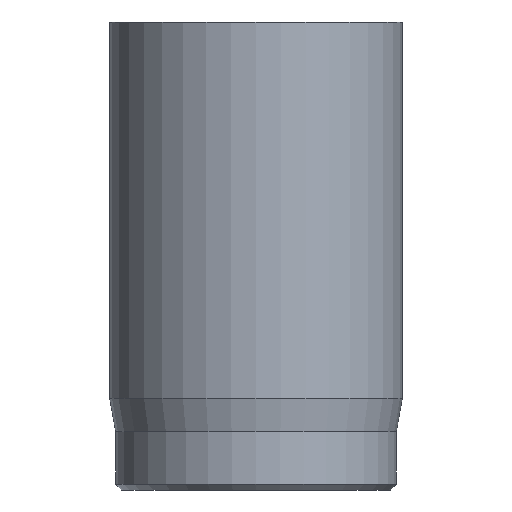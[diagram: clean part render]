
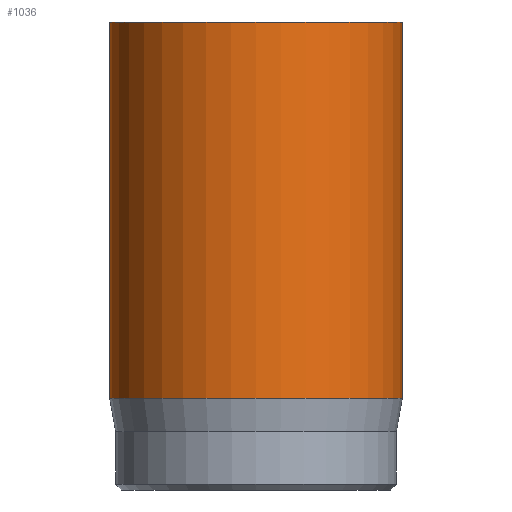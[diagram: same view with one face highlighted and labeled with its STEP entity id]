
A CAD part, front view. The second image highlights one B-rep face of the part: STEP entity #1036.
In plain terms, the highlighted cylindrical face has radius 2.5 mm (diameter 5 mm), a full revolution.
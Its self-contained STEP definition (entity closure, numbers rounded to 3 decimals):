
#42=CYLINDRICAL_SURFACE('',#1175,2.5);
#55=CIRCLE('',#1173,2.5);
#56=CIRCLE('',#1174,2.5);
#57=CIRCLE('',#1176,2.5);
#125=FACE_OUTER_BOUND('',#188,.T.);
#188=EDGE_LOOP('',(#825,#826,#827,#828,#829));
#298=LINE('',#1719,#407);
#407=VECTOR('',#1407,2.5);
#496=VERTEX_POINT('',#1711);
#497=VERTEX_POINT('',#1712);
#498=VERTEX_POINT('',#1717);
#618=EDGE_CURVE('',#496,#497,#55,.T.);
#619=EDGE_CURVE('',#497,#496,#56,.T.);
#621=EDGE_CURVE('',#498,#498,#57,.T.);
#622=EDGE_CURVE('',#498,#496,#298,.T.);
#825=ORIENTED_EDGE('',*,*,#621,.T.);
#826=ORIENTED_EDGE('',*,*,#622,.T.);
#827=ORIENTED_EDGE('',*,*,#618,.T.);
#828=ORIENTED_EDGE('',*,*,#619,.T.);
#829=ORIENTED_EDGE('',*,*,#622,.F.);
#1036=ADVANCED_FACE('',(#125),#42,.T.);
#1173=AXIS2_PLACEMENT_3D('',#1713,#1398,#1399);
#1174=AXIS2_PLACEMENT_3D('',#1714,#1400,#1401);
#1175=AXIS2_PLACEMENT_3D('',#1716,#1403,#1404);
#1176=AXIS2_PLACEMENT_3D('',#1718,#1405,#1406);
#1398=DIRECTION('center_axis',(0.,0.,1.));
#1399=DIRECTION('ref_axis',(-1.,0.,0.));
#1400=DIRECTION('center_axis',(0.,0.,1.));
#1401=DIRECTION('ref_axis',(-1.,0.,0.));
#1403=DIRECTION('center_axis',(0.,0.,1.));
#1404=DIRECTION('ref_axis',(-1.,0.,0.));
#1405=DIRECTION('center_axis',(0.,0.,-1.));
#1406=DIRECTION('ref_axis',(-1.,0.,0.));
#1407=DIRECTION('',(0.,0.,-1.));
#1711=CARTESIAN_POINT('',(2.5,0.,1.567));
#1712=CARTESIAN_POINT('',(-2.5,0.,1.567));
#1713=CARTESIAN_POINT('Origin',(0.,0.,1.567));
#1714=CARTESIAN_POINT('Origin',(0.,0.,1.567));
#1716=CARTESIAN_POINT('Origin',(0.,0.,0.));
#1717=CARTESIAN_POINT('',(2.5,0.,8.));
#1718=CARTESIAN_POINT('Origin',(0.,0.,8.));
#1719=CARTESIAN_POINT('',(2.5,0.,0.));
